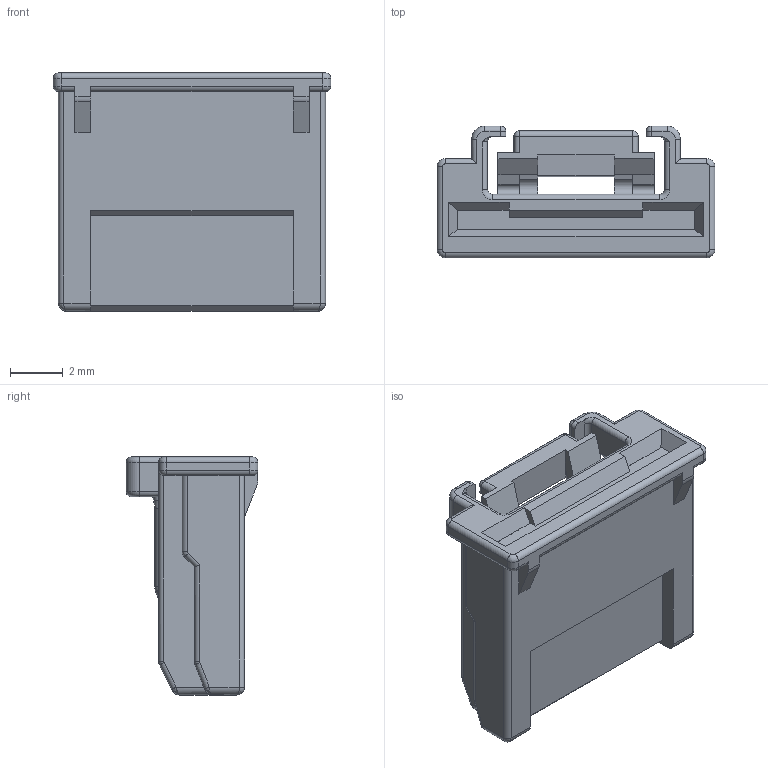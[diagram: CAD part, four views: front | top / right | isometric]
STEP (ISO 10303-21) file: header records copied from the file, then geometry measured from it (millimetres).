
FILE_DESCRIPTION (( 'STEP AP214' ), '1' );
FILE_NAME ('C_FFC_4F_HSG_Rev A.STEP', '2021-04-14T00:17:53', ( '' ), ( '' ), 'SwSTEP 2.0', 'SolidWorks 2020', '' );
FILE_SCHEMA (( 'AUTOMOTIVE_DESIGN' ));
Length unit declared in the file: millimetre
Products named in the file (1): C_FFC_4F_HSG_Rev A
Bounding box: 10.5 x 4.98 x 9 mm (x, y, z)
Volume: 204.7 mm3; surface area: 437.7 mm2
Topology: 1 solids, 1 shells, 310 faces, 779 edges, 450 vertices
Faces by surface type: cylinder 135, plane 105, torus 40, sphere 16, bspline 14
Entity records: 9205 total; most frequent: CARTESIAN_POINT 1964, DIRECTION 1547, ORIENTED_EDGE 1522, EDGE_CURVE 761, AXIS2_PLACEMENT_3D 557, VERTEX_POINT 450, VECTOR 433, LINE 433
